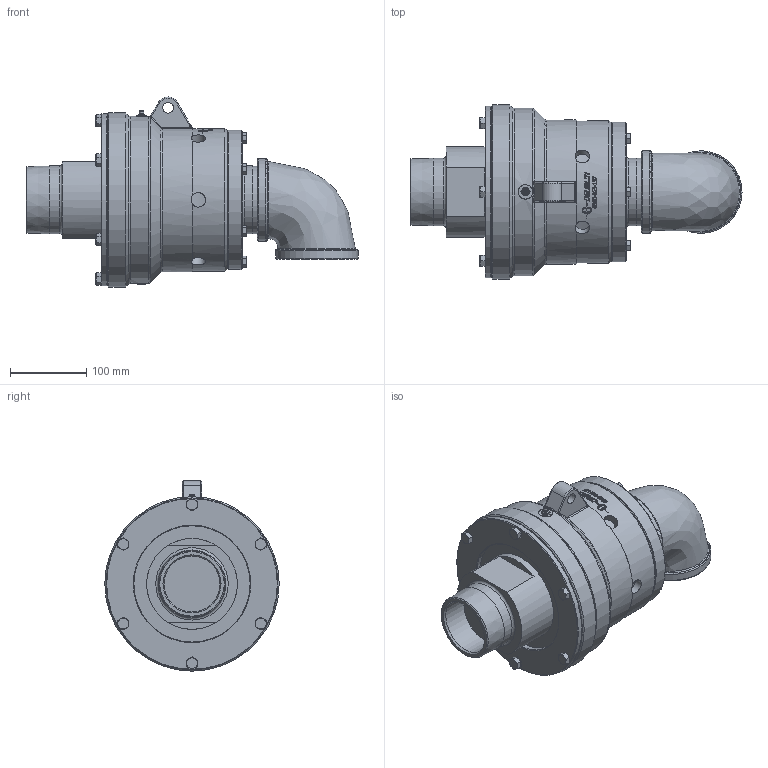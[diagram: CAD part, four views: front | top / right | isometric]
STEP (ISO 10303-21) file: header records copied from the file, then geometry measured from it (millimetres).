
FILE_DESCRIPTION(/* description */ (''),/* implementation_level */ '2;1');
FILE_NAME(/* name */ '6300-015-157-IC.stp',/* time_stamp */ '2020-05-20T16:11:50-05:00',/* author */ ('dyurkovich'),/* organization */ (''),/* preprocessor_version */ 'ST-DEVELOPER v18',/* originating_system */ 'Autodesk Inventor 2020',/* authorisation */ '');
FILE_SCHEMA (('AUTOMOTIVE_DESIGN { 1 0 10303 214 3 1 1 }'));
Products named in the file (1): 6300-015-157-IC
Bounding box: 435.15 x 228.6 x 249.3 mm (x, y, z)
Volume: 7690407.8 mm3; surface area: 377072.9 mm2
Topology: 1 solids, 5 shells, 782 faces, 1998 edges, 1288 vertices
Faces by surface type: plane 321, bspline 205, cone 116, cylinder 111, torus 28, sphere 1
Full cylindrical faces by diameter (mm): 3 x1, 4.978 x2, 7.938 x6, 8.23 x6, 9.525 x6, 10.3 x12, 14 x1, 19 x8, 73 x1, 88.9 x2, 107.95 x2, 119 x1, 140.729 x1, 152.4 x1, 172.535 x1, 182.6 x1, 186.6 x1, 188.9 x1, 190 x1, 219.1 x1, 225.3 x1, 228.6 x1
Entity records: 71889 total; most frequent: CARTESIAN_POINT 53701, ORIENTED_EDGE 3994, DIRECTION 3226, EDGE_CURVE 1997, VERTEX_POINT 1288, AXIS2_PLACEMENT_3D 1241, EDGE_LOOP 873, FACE_OUTER_BOUND 782
